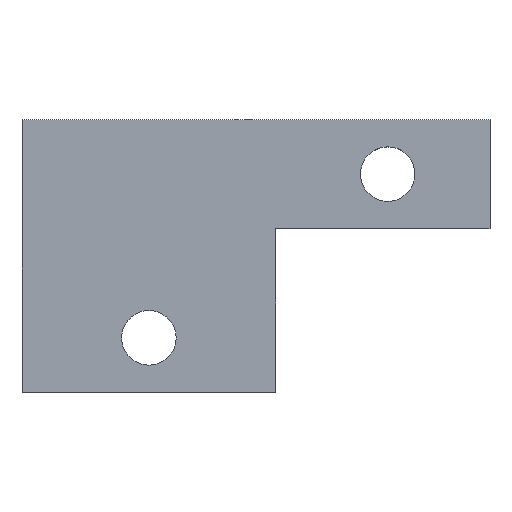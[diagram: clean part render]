
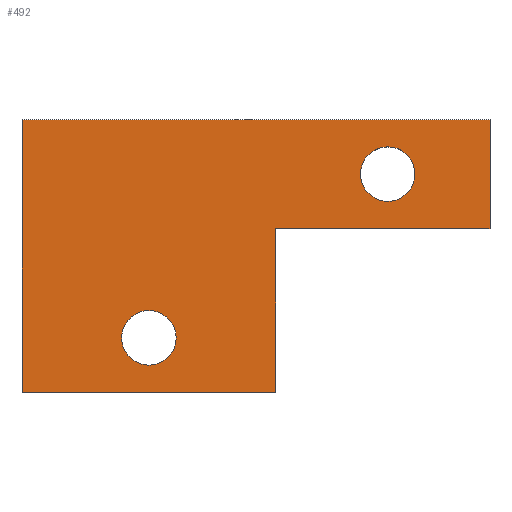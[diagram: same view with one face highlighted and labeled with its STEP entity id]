
A CAD part, top view. The second image highlights one B-rep face of the part: STEP entity #492.
In plain terms, the highlighted planar face has unit normal (0, 0, 1).
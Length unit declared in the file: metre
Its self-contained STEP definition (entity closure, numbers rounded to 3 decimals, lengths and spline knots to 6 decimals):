
#27=LINE('',#713,#90);
#35=LINE('',#727,#98);
#37=LINE('',#731,#100);
#41=LINE('',#739,#104);
#44=LINE('',#745,#107);
#54=LINE('',#765,#117);
#90=VECTOR('',#581,1.);
#98=VECTOR('',#591,1.);
#100=VECTOR('',#595,1.);
#104=VECTOR('',#601,1.);
#107=VECTOR('',#606,1.);
#117=VECTOR('',#622,1.);
#201=ORIENTED_EDGE('',*,*,#290,.T.);
#202=ORIENTED_EDGE('',*,*,#318,.T.);
#203=ORIENTED_EDGE('',*,*,#307,.F.);
#204=ORIENTED_EDGE('',*,*,#304,.T.);
#205=ORIENTED_EDGE('',*,*,#300,.F.);
#206=ORIENTED_EDGE('',*,*,#298,.T.);
#207=ORIENTED_EDGE('',*,*,#310,.T.);
#208=ORIENTED_EDGE('',*,*,#283,.T.);
#283=EDGE_CURVE('',#350,#350,#388,.T.);
#290=EDGE_CURVE('',#357,#356,#27,.T.);
#298=EDGE_CURVE('',#362,#357,#35,.T.);
#300=EDGE_CURVE('',#362,#363,#37,.T.);
#304=EDGE_CURVE('',#366,#363,#41,.T.);
#307=EDGE_CURVE('',#366,#368,#44,.T.);
#310=EDGE_CURVE('',#370,#370,#390,.T.);
#318=EDGE_CURVE('',#356,#368,#54,.T.);
#350=VERTEX_POINT('',#698);
#356=VERTEX_POINT('',#712);
#357=VERTEX_POINT('',#714);
#362=VERTEX_POINT('',#728);
#363=VERTEX_POINT('',#732);
#366=VERTEX_POINT('',#740);
#368=VERTEX_POINT('',#746);
#370=VERTEX_POINT('',#752);
#388=CIRCLE('',#524,0.002);
#390=CIRCLE('',#533,0.002);
#405=EDGE_LOOP('',(#201,#202,#203,#204,#205,#206));
#406=EDGE_LOOP('',(#207));
#407=EDGE_LOOP('',(#208));
#438=FACE_BOUND('',#405,.T.);
#439=FACE_BOUND('',#406,.T.);
#440=FACE_BOUND('',#407,.T.);
#466=PLANE('',#535);
#492=ADVANCED_FACE('',(#438,#439,#440),#466,.T.);
#524=AXIS2_PLACEMENT_3D('',#697,#568,#569);
#533=AXIS2_PLACEMENT_3D('',#751,#611,#612);
#535=AXIS2_PLACEMENT_3D('',#766,#623,#624);
#568=DIRECTION('',(0.,0.,-1.));
#569=DIRECTION('',(-1.,0.,0.));
#581=DIRECTION('',(0.,1.,0.));
#591=DIRECTION('',(1.,0.,0.));
#595=DIRECTION('',(0.,1.,0.));
#601=DIRECTION('',(-1.,0.,0.));
#606=DIRECTION('',(0.,-1.,0.));
#611=DIRECTION('',(0.,0.,-1.));
#612=DIRECTION('',(-1.,0.,0.));
#622=DIRECTION('',(1.,0.,0.));
#623=DIRECTION('',(0.,0.,1.));
#624=DIRECTION('',(-1.,0.,0.));
#697=CARTESIAN_POINT('',(0.0175,0.01,0.002));
#698=CARTESIAN_POINT('',(0.0155,0.01,0.002));
#712=CARTESIAN_POINT('',(0.0093,0.006,0.002));
#713=CARTESIAN_POINT('',(0.0093,-0.001,0.002));
#714=CARTESIAN_POINT('',(0.0093,-0.006,0.002));
#727=CARTESIAN_POINT('',(0.,-0.006,0.002));
#728=CARTESIAN_POINT('',(-0.0093,-0.006,0.002));
#731=CARTESIAN_POINT('',(-0.0093,-0.001,0.002));
#732=CARTESIAN_POINT('',(-0.0093,0.014,0.002));
#739=CARTESIAN_POINT('',(0.,0.014,0.002));
#740=CARTESIAN_POINT('',(0.025,0.014,0.002));
#745=CARTESIAN_POINT('',(0.025,0.01,0.002));
#746=CARTESIAN_POINT('',(0.025,0.006,0.002));
#751=CARTESIAN_POINT('',(0.,-0.002,0.002));
#752=CARTESIAN_POINT('',(-0.002,-0.002,0.002));
#765=CARTESIAN_POINT('',(0.01715,0.006,0.002));
#766=CARTESIAN_POINT('',(0.00785,0.004,0.002));
